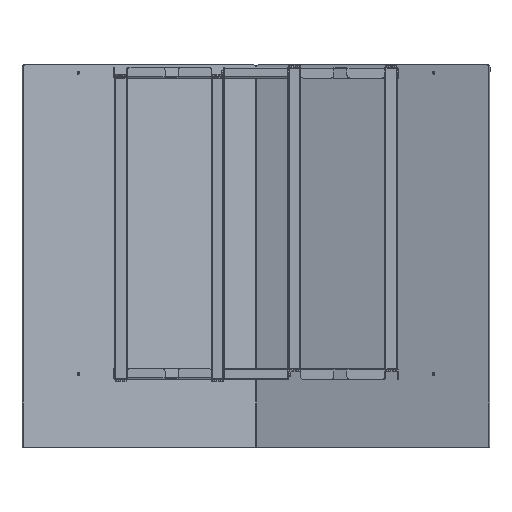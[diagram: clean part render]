
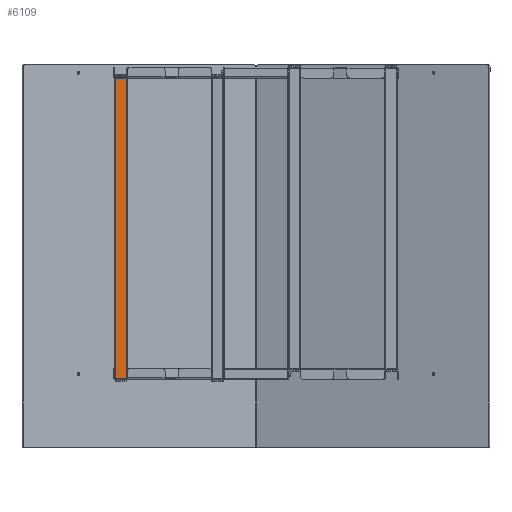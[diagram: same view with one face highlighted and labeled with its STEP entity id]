
A CAD part, front view. The second image highlights one B-rep face of the part: STEP entity #6109.
In plain terms, the highlighted planar face has unit normal (0, -1, 0).
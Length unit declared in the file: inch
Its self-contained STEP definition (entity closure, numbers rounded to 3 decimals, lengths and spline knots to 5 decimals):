
#127 = LINE ( 'NONE', #14813, #2690 ) ;
#548 = LINE ( 'NONE', #11245, #8456 ) ;
#1303 = EDGE_CURVE ( 'NONE', #6789, #4841, #127, .T. ) ;
#2062 = DIRECTION ( 'NONE',  ( 0., -1., 0. ) ) ;
#2228 = FACE_OUTER_BOUND ( 'NONE', #15229, .T. ) ;
#2690 = VECTOR ( 'NONE', #5365, 39.37008 ) ;
#2907 = VECTOR ( 'NONE', #15166, 39.37008 ) ;
#3248 = VERTEX_POINT ( 'NONE', #14315 ) ;
#3536 = EDGE_CURVE ( 'NONE', #5199, #3248, #548, .T. ) ;
#4784 = CARTESIAN_POINT ( 'NONE',  ( 1., 0., -28.475 ) ) ;
#4807 = DIRECTION ( 'NONE',  ( 0., 0., -1. ) ) ;
#4841 = VERTEX_POINT ( 'NONE', #11379 ) ;
#5199 = VERTEX_POINT ( 'NONE', #4784 ) ;
#5365 = DIRECTION ( 'NONE',  ( 1., 0., 0. ) ) ;
#5594 = EDGE_CURVE ( 'NONE', #3248, #6789, #16369, .T. ) ;
#6109 = ADVANCED_FACE ( 'NONE', ( #2228 ), #8613, .T. ) ;
#6789 = VERTEX_POINT ( 'NONE', #10663 ) ;
#6940 = EDGE_CURVE ( 'NONE', #4841, #5199, #13701, .T. ) ;
#7468 = CARTESIAN_POINT ( 'NONE',  ( 0., 0., 0. ) ) ;
#7835 = ORIENTED_EDGE ( 'NONE', *, *, #6940, .F. ) ;
#8456 = VECTOR ( 'NONE', #16524, 39.37008 ) ;
#8613 = PLANE ( 'NONE',  #11185 ) ;
#9504 = ORIENTED_EDGE ( 'NONE', *, *, #1303, .F. ) ;
#9791 = CARTESIAN_POINT ( 'NONE',  ( 1., 0., 0. ) ) ;
#9931 = ORIENTED_EDGE ( 'NONE', *, *, #5594, .F. ) ;
#10663 = CARTESIAN_POINT ( 'NONE',  ( 0., 0., 0. ) ) ;
#11185 = AXIS2_PLACEMENT_3D ( 'NONE', #7468, #2062, #4807 ) ;
#11245 = CARTESIAN_POINT ( 'NONE',  ( 0., 0., -28.475 ) ) ;
#11379 = CARTESIAN_POINT ( 'NONE',  ( 1., 0., 0. ) ) ;
#12490 = DIRECTION ( 'NONE',  ( 0., 0., -1. ) ) ;
#13701 = LINE ( 'NONE', #9791, #15657 ) ;
#13957 = CARTESIAN_POINT ( 'NONE',  ( 0., 0., 0. ) ) ;
#13997 = ORIENTED_EDGE ( 'NONE', *, *, #3536, .F. ) ;
#14315 = CARTESIAN_POINT ( 'NONE',  ( 0., 0., -28.475 ) ) ;
#14813 = CARTESIAN_POINT ( 'NONE',  ( 0., 0., 0. ) ) ;
#15166 = DIRECTION ( 'NONE',  ( 0., 0., 1. ) ) ;
#15229 = EDGE_LOOP ( 'NONE', ( #9931, #13997, #7835, #9504 ) ) ;
#15657 = VECTOR ( 'NONE', #12490, 39.37008 ) ;
#16369 = LINE ( 'NONE', #13957, #2907 ) ;
#16524 = DIRECTION ( 'NONE',  ( -1., 0., 0. ) ) ;
